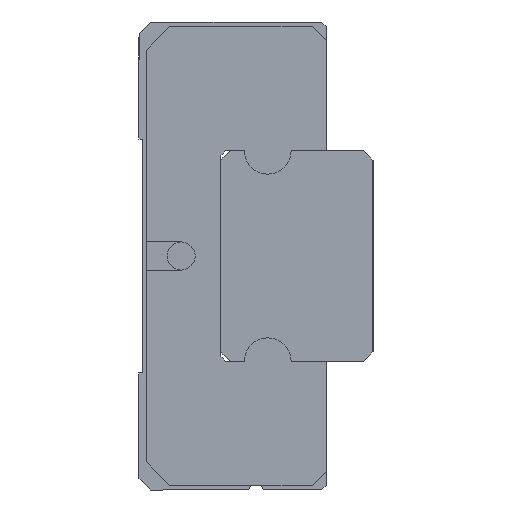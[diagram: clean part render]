
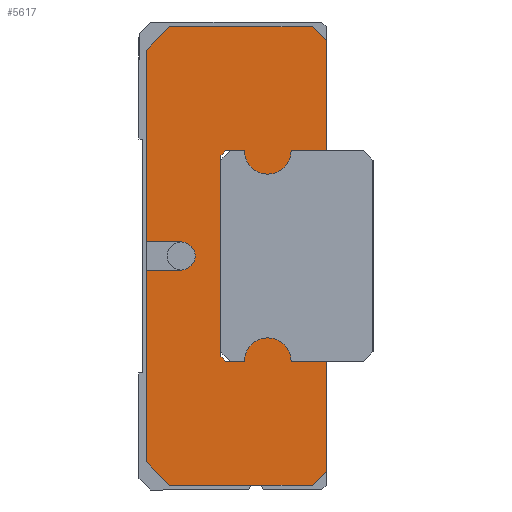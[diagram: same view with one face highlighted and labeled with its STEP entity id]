
A CAD part, left-side view. The second image highlights one B-rep face of the part: STEP entity #5617.
In plain terms, the highlighted face is planar.
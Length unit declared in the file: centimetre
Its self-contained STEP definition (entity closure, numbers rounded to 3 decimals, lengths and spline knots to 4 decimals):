
#280=CIRCLE('',#6019,0.6);
#281=CIRCLE('',#6031,1.);
#282=CIRCLE('',#6038,1.);
#450=PLANE('',#6043);
#758=FACE_OUTER_BOUND('',#1157,.T.);
#1157=EDGE_LOOP('',(#5032,#5033,#5034,#5035,#5036,#5037,#5038,#5039,#5040,
#5041,#5042,#5043,#5044,#5045,#5046,#5047,#5048,#5049,#5050,#5051,#5052,
#5053));
#1615=LINE('',#10357,#2173);
#1618=LINE('',#10362,#2176);
#1620=LINE('',#10366,#2178);
#1622=LINE('',#10370,#2180);
#1624=LINE('',#10375,#2182);
#1628=LINE('',#10382,#2186);
#1630=LINE('',#10386,#2188);
#1632=LINE('',#10390,#2190);
#1634=LINE('',#10394,#2192);
#1636=LINE('',#10398,#2194);
#1638=LINE('',#10402,#2196);
#1641=LINE('',#10410,#2199);
#1643=LINE('',#10414,#2201);
#1645=LINE('',#10418,#2203);
#1647=LINE('',#10422,#2205);
#1649=LINE('',#10426,#2207);
#1651=LINE('',#10432,#2209);
#1652=LINE('',#10434,#2210);
#1655=LINE('',#10439,#2213);
#2173=VECTOR('',#7077,10.);
#2176=VECTOR('',#7082,10.);
#2178=VECTOR('',#7086,10.);
#2180=VECTOR('',#7090,10.);
#2182=VECTOR('',#7094,10.);
#2186=VECTOR('',#7098,10.);
#2188=VECTOR('',#7102,10.);
#2190=VECTOR('',#7106,10.);
#2192=VECTOR('',#7110,10.);
#2194=VECTOR('',#7114,10.);
#2196=VECTOR('',#7118,10.);
#2199=VECTOR('',#7127,10.);
#2201=VECTOR('',#7131,10.);
#2203=VECTOR('',#7135,10.);
#2205=VECTOR('',#7139,10.);
#2207=VECTOR('',#7143,10.);
#2209=VECTOR('',#7151,10.);
#2210=VECTOR('',#7154,10.);
#2213=VECTOR('',#7161,10.);
#2863=VERTEX_POINT('',#10345);
#2866=VERTEX_POINT('',#10350);
#2867=VERTEX_POINT('',#10354);
#2868=VERTEX_POINT('',#10356);
#2869=VERTEX_POINT('',#10360);
#2870=VERTEX_POINT('',#10364);
#2871=VERTEX_POINT('',#10368);
#2872=VERTEX_POINT('',#10372);
#2873=VERTEX_POINT('',#10374);
#2876=VERTEX_POINT('',#10380);
#2877=VERTEX_POINT('',#10384);
#2878=VERTEX_POINT('',#10388);
#2879=VERTEX_POINT('',#10392);
#2880=VERTEX_POINT('',#10396);
#2881=VERTEX_POINT('',#10400);
#2882=VERTEX_POINT('',#10404);
#2883=VERTEX_POINT('',#10408);
#2884=VERTEX_POINT('',#10412);
#2885=VERTEX_POINT('',#10416);
#2886=VERTEX_POINT('',#10420);
#2887=VERTEX_POINT('',#10424);
#2888=VERTEX_POINT('',#10428);
#3580=EDGE_CURVE('',#2863,#2866,#280,.T.);
#3582=EDGE_CURVE('',#2868,#2867,#1615,.T.);
#3585=EDGE_CURVE('',#2867,#2869,#1618,.T.);
#3587=EDGE_CURVE('',#2869,#2870,#1620,.T.);
#3589=EDGE_CURVE('',#2870,#2871,#1622,.T.);
#3591=EDGE_CURVE('',#2873,#2872,#1624,.T.);
#3595=EDGE_CURVE('',#2871,#2876,#1628,.T.);
#3597=EDGE_CURVE('',#2872,#2877,#1630,.T.);
#3599=EDGE_CURVE('',#2877,#2878,#1632,.T.);
#3601=EDGE_CURVE('',#2878,#2879,#1634,.T.);
#3603=EDGE_CURVE('',#2879,#2880,#1636,.T.);
#3605=EDGE_CURVE('',#2880,#2881,#1638,.T.);
#3607=EDGE_CURVE('',#2881,#2882,#281,.T.);
#3609=EDGE_CURVE('',#2882,#2883,#1641,.T.);
#3611=EDGE_CURVE('',#2883,#2884,#1643,.T.);
#3613=EDGE_CURVE('',#2884,#2885,#1645,.T.);
#3615=EDGE_CURVE('',#2885,#2886,#1647,.T.);
#3617=EDGE_CURVE('',#2886,#2887,#1649,.T.);
#3619=EDGE_CURVE('',#2887,#2888,#282,.T.);
#3620=EDGE_CURVE('',#2888,#2868,#1651,.T.);
#3621=EDGE_CURVE('',#2876,#2863,#1652,.T.);
#3624=EDGE_CURVE('',#2866,#2873,#1655,.T.);
#5032=ORIENTED_EDGE('',*,*,#3621,.T.);
#5033=ORIENTED_EDGE('',*,*,#3580,.T.);
#5034=ORIENTED_EDGE('',*,*,#3624,.T.);
#5035=ORIENTED_EDGE('',*,*,#3591,.T.);
#5036=ORIENTED_EDGE('',*,*,#3597,.T.);
#5037=ORIENTED_EDGE('',*,*,#3599,.T.);
#5038=ORIENTED_EDGE('',*,*,#3601,.T.);
#5039=ORIENTED_EDGE('',*,*,#3603,.T.);
#5040=ORIENTED_EDGE('',*,*,#3605,.T.);
#5041=ORIENTED_EDGE('',*,*,#3607,.T.);
#5042=ORIENTED_EDGE('',*,*,#3609,.T.);
#5043=ORIENTED_EDGE('',*,*,#3611,.T.);
#5044=ORIENTED_EDGE('',*,*,#3613,.T.);
#5045=ORIENTED_EDGE('',*,*,#3615,.T.);
#5046=ORIENTED_EDGE('',*,*,#3617,.T.);
#5047=ORIENTED_EDGE('',*,*,#3619,.T.);
#5048=ORIENTED_EDGE('',*,*,#3620,.T.);
#5049=ORIENTED_EDGE('',*,*,#3582,.T.);
#5050=ORIENTED_EDGE('',*,*,#3585,.T.);
#5051=ORIENTED_EDGE('',*,*,#3587,.T.);
#5052=ORIENTED_EDGE('',*,*,#3589,.T.);
#5053=ORIENTED_EDGE('',*,*,#3595,.T.);
#5617=ADVANCED_FACE('',(#758),#450,.T.);
#6019=AXIS2_PLACEMENT_3D('',#10352,#7072,#7073);
#6031=AXIS2_PLACEMENT_3D('',#10406,#7122,#7123);
#6038=AXIS2_PLACEMENT_3D('',#10430,#7147,#7148);
#6043=AXIS2_PLACEMENT_3D('',#10440,#7162,#7163);
#7072=DIRECTION('center_axis',(0.,0.,-1.));
#7073=DIRECTION('ref_axis',(-1.,0.,0.));
#7077=DIRECTION('',(-1.,0.,0.));
#7082=DIRECTION('',(-0.707,-0.707,0.));
#7086=DIRECTION('',(0.,-1.,0.));
#7090=DIRECTION('',(0.707,-0.707,0.));
#7094=DIRECTION('',(1.,0.,0.));
#7098=DIRECTION('',(1.,0.,0.));
#7102=DIRECTION('',(0.707,0.707,0.));
#7106=DIRECTION('',(0.,1.,0.));
#7110=DIRECTION('',(-0.707,0.707,0.));
#7114=DIRECTION('',(-1.,0.,0.));
#7118=DIRECTION('',(0.,-1.,0.));
#7122=DIRECTION('center_axis',(0.,0.,1.));
#7123=DIRECTION('ref_axis',(0.,-1.,0.));
#7127=DIRECTION('',(0.,-1.,0.));
#7131=DIRECTION('',(-0.707,-0.707,0.));
#7135=DIRECTION('',(-1.,0.,0.));
#7139=DIRECTION('',(-0.707,0.707,0.));
#7143=DIRECTION('',(0.,1.,0.));
#7147=DIRECTION('center_axis',(0.,0.,1.));
#7148=DIRECTION('ref_axis',(0.,1.,0.));
#7151=DIRECTION('',(0.,1.,0.));
#7154=DIRECTION('',(0.,1.,0.));
#7161=DIRECTION('',(0.,-1.,0.));
#7162=DIRECTION('center_axis',(0.,0.,1.));
#7163=DIRECTION('ref_axis',(1.,0.,0.));
#10345=CARTESIAN_POINT('',(-0.6,-2.2,19.95));
#10350=CARTESIAN_POINT('',(0.6,-2.2,19.95));
#10352=CARTESIAN_POINT('Origin',(0.,-2.2,19.95));
#10354=CARTESIAN_POINT('',(-9.2,4.,19.95));
#10356=CARTESIAN_POINT('',(-4.5,4.,19.95));
#10357=CARTESIAN_POINT('',(-9.2,4.,19.95));
#10360=CARTESIAN_POINT('',(-9.8,3.4,19.95));
#10362=CARTESIAN_POINT('',(-9.8,3.4,19.95));
#10364=CARTESIAN_POINT('',(-9.8,-2.7,19.95));
#10366=CARTESIAN_POINT('',(-9.8,-2.7,19.95));
#10368=CARTESIAN_POINT('',(-8.8,-3.7,19.95));
#10370=CARTESIAN_POINT('',(-8.8,-3.7,19.95));
#10372=CARTESIAN_POINT('',(8.8,-3.7,19.95));
#10374=CARTESIAN_POINT('',(0.6,-3.7,19.95));
#10375=CARTESIAN_POINT('',(8.8,-3.7,19.95));
#10380=CARTESIAN_POINT('',(-0.6,-3.7,19.95));
#10382=CARTESIAN_POINT('',(8.8,-3.7,19.95));
#10384=CARTESIAN_POINT('',(9.8,-2.7,19.95));
#10386=CARTESIAN_POINT('',(9.8,-2.7,19.95));
#10388=CARTESIAN_POINT('',(9.8,3.4,19.95));
#10390=CARTESIAN_POINT('',(9.8,3.4,19.95));
#10392=CARTESIAN_POINT('',(9.2,4.,19.95));
#10394=CARTESIAN_POINT('',(9.2,4.,19.95));
#10396=CARTESIAN_POINT('',(4.5,4.,19.95));
#10398=CARTESIAN_POINT('',(4.5,4.,19.95));
#10400=CARTESIAN_POINT('',(4.5,2.5,19.95));
#10402=CARTESIAN_POINT('',(4.5,2.5,19.95));
#10404=CARTESIAN_POINT('',(4.5,0.5,19.95));
#10406=CARTESIAN_POINT('Origin',(4.5,1.5,19.95));
#10408=CARTESIAN_POINT('',(4.5,-0.3,19.95));
#10410=CARTESIAN_POINT('',(4.5,-0.3,19.95));
#10412=CARTESIAN_POINT('',(4.3,-0.5,19.95));
#10414=CARTESIAN_POINT('',(4.3,-0.5,19.95));
#10416=CARTESIAN_POINT('',(-4.3,-0.5,19.95));
#10418=CARTESIAN_POINT('',(-4.3,-0.5,19.95));
#10420=CARTESIAN_POINT('',(-4.5,-0.3,19.95));
#10422=CARTESIAN_POINT('',(-4.5,-0.3,19.95));
#10424=CARTESIAN_POINT('',(-4.5,0.5,19.95));
#10426=CARTESIAN_POINT('',(-4.5,0.5,19.95));
#10428=CARTESIAN_POINT('',(-4.5,2.5,19.95));
#10430=CARTESIAN_POINT('Origin',(-4.5,1.5,19.95));
#10432=CARTESIAN_POINT('',(-4.5,4.,19.95));
#10434=CARTESIAN_POINT('',(-0.6,-1.9591,19.95));
#10439=CARTESIAN_POINT('',(0.6,-1.2091,19.95));
#10440=CARTESIAN_POINT('Origin',(0.,-0.2181,
19.95));
